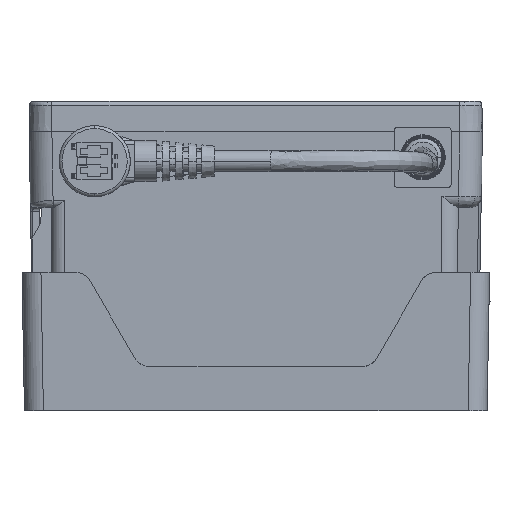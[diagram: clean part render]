
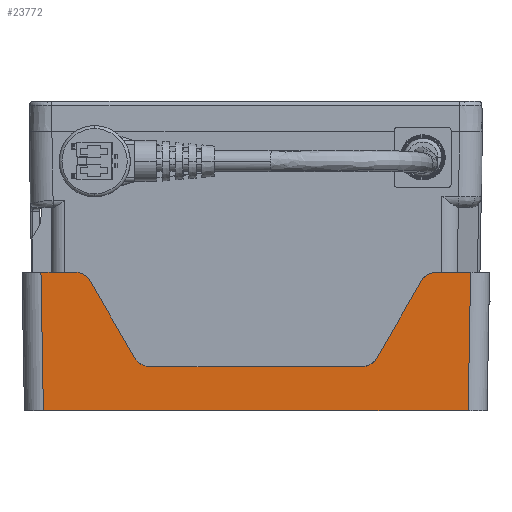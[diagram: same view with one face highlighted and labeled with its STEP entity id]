
A CAD part, left-side view. The second image highlights one B-rep face of the part: STEP entity #23772.
In plain terms, the highlighted planar face has unit normal (-1, 0, -0.018).
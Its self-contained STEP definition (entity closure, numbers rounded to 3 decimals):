
#3646 = EDGE_CURVE ( 'NONE', #23249, #23256, #19771, .T. ) ;
#3647 = EDGE_CURVE ( 'NONE', #23249, #3786, #19959, .T. ) ;
#3648 = EDGE_CURVE ( 'NONE', #3809, #23255, #19773, .T. ) ;
#3649 = EDGE_CURVE ( 'NONE', #23259, #23255, #19778, .T. ) ;
#3650 = EDGE_CURVE ( 'NONE', #23259, #23261, #19779, .T. ) ;
#3651 = EDGE_CURVE ( 'NONE', #23261, #23262, #19781, .T. ) ;
#3652 = EDGE_CURVE ( 'NONE', #23262, #23263, #19960, .T. ) ;
#3653 = EDGE_CURVE ( 'NONE', #23260, #23263, #19775, .T. ) ;
#3654 = EDGE_CURVE ( 'NONE', #23260, #23233, #19961, .T. ) ;
#3655 = EDGE_CURVE ( 'NONE', #23276, #23233, #19786, .T. ) ;
#3656 = EDGE_CURVE ( 'NONE', #23276, #23256, #19962, .T. ) ;
#3786 = VERTEX_POINT ( 'NONE', #22554 ) ;
#3809 = VERTEX_POINT ( 'NONE', #22536 ) ;
#7532 = LINE ( 'NONE', #25236, #7540 ) ;
#7540 = VECTOR ( 'NONE', #25240, 1000. ) ;
#10949 = CARTESIAN_POINT ( 'NONE',  ( -58.13, -46.057, -37. ) ) ;
#10960 = CARTESIAN_POINT ( 'NONE',  ( -58.13, 46.057, -37. ) ) ;
#10961 = CARTESIAN_POINT ( 'NONE',  ( -58.725, 64.685, -2.905 ) ) ;
#10964 = CARTESIAN_POINT ( 'NONE',  ( -57.738, -32.01, -59.5 ) ) ;
#10966 = CARTESIAN_POINT ( 'NONE',  ( -58.752, 57.252, -1.413 ) ) ;
#10967 = CARTESIAN_POINT ( 'NONE',  ( -58.087, -43.557, -39.5 ) ) ;
#10968 = CARTESIAN_POINT ( 'NONE',  ( -57.71, -31.095, -61.085 ) ) ;
#10970 = CARTESIAN_POINT ( 'NONE',  ( -57.694, 29.51, -62. ) ) ;
#10983 = DIRECTION ( 'NONE',  ( 0., 1., 0. ) ) ;
#10985 = DIRECTION ( 'NONE',  ( -0.017, -0.017, 1. ) ) ;
#11004 = CARTESIAN_POINT ( 'NONE',  ( -57.694, -29.51, -62. ) ) ;
#11012 = CARTESIAN_POINT ( 'NONE',  ( -57.694, 62.25, -62. ) ) ;
#11014 = CARTESIAN_POINT ( 'NONE',  ( -57.71, 31.095, -61.085 ) ) ;
#11021 = CARTESIAN_POINT ( 'NONE',  ( -57.738, 32.01, -59.5 ) ) ;
#11049 = DIRECTION ( 'NONE',  ( 0.017, -0.017, -1. ) ) ;
#11053 = DIRECTION ( 'NONE',  ( 0.015, -0.5, -0.866 ) ) ;
#11056 = CARTESIAN_POINT ( 'NONE',  ( -58.13, -47.887, -37. ) ) ;
#11059 = CARTESIAN_POINT ( 'NONE',  ( -58.13, 47.887, -37. ) ) ;
#11064 = DIRECTION ( 'NONE',  ( -0.015, -0.5, 0.866 ) ) ;
#11082 = CARTESIAN_POINT ( 'NONE',  ( -58.13, 62.25, -37. ) ) ;
#11086 = CARTESIAN_POINT ( 'NONE',  ( -57.694, -27.679, -62. ) ) ;
#11112 = CARTESIAN_POINT ( 'NONE',  ( -58.087, 43.557, -39.5 ) ) ;
#11138 = DIRECTION ( 'NONE',  ( 0., -1., 0. ) ) ;
#11227 = CARTESIAN_POINT ( 'NONE',  ( -58.114, -44.472, -37.915 ) ) ;
#11233 = CARTESIAN_POINT ( 'NONE',  ( -58.714, -57.214, -3.585 ) ) ;
#11255 = CARTESIAN_POINT ( 'NONE',  ( -57.694, 27.679, -62. ) ) ;
#11277 = CARTESIAN_POINT ( 'NONE',  ( -57.785, -33.567, -56.803 ) ) ;
#11285 = DIRECTION ( 'NONE',  ( 0., 1., 0. ) ) ;
#11286 = CARTESIAN_POINT ( 'NONE',  ( -58.114, 44.472, -37.915 ) ) ;
#11289 = CARTESIAN_POINT ( 'NONE',  ( -57.493, -61.037, -73.5 ) ) ;
#15884 = EDGE_CURVE ( 'NONE', #3786, #3809, #7532, .T. ) ;
#19771 = LINE ( 'NONE', #10961, #19776 ) ;
#19773 = LINE ( 'NONE', #10966, #19777 ) ;
#19775 = LINE ( 'NONE', #11277, #19783 ) ;
#19776 = VECTOR ( 'NONE', #11053, 1000. ) ;
#19777 = VECTOR ( 'NONE', #11049, 1000. ) ;
#19778 = LINE ( 'NONE', #11289, #19780 ) ;
#19779 = LINE ( 'NONE', #11233, #19782 ) ;
#19780 = VECTOR ( 'NONE', #11285, 1000. ) ;
#19781 = LINE ( 'NONE', #11082, #19784 ) ;
#19782 = VECTOR ( 'NONE', #10985, 1000. ) ;
#19783 = VECTOR ( 'NONE', #11064, 1000. ) ;
#19784 = VECTOR ( 'NONE', #10983, 1000. ) ;
#19785 = VECTOR ( 'NONE', #11138, 1000. ) ;
#19786 = LINE ( 'NONE', #11012, #19785 ) ;
#19959 =( BOUNDED_CURVE ( )  B_SPLINE_CURVE ( 3, ( #11112, #11286, #10960, #11059 ),
 .UNSPECIFIED., .F., .T. ) 
 B_SPLINE_CURVE_WITH_KNOTS ( ( 4, 4 ),
 ( 2.094, 3.142 ),
 .UNSPECIFIED. ) 
 CURVE ( )  GEOMETRIC_REPRESENTATION_ITEM ( )  RATIONAL_B_SPLINE_CURVE ( ( 1., 0.911, 0.911, 1. ) ) 
 REPRESENTATION_ITEM ( '' )  );
#19960 =( BOUNDED_CURVE ( )  B_SPLINE_CURVE ( 3, ( #11056, #10949, #11227, #10967 ),
 .UNSPECIFIED., .F., .T. ) 
 B_SPLINE_CURVE_WITH_KNOTS ( ( 4, 4 ),
 ( 3.142, 4.189 ),
 .UNSPECIFIED. ) 
 CURVE ( )  GEOMETRIC_REPRESENTATION_ITEM ( )  RATIONAL_B_SPLINE_CURVE ( ( 1., 0.911, 0.911, 1. ) ) 
 REPRESENTATION_ITEM ( '' )  );
#19961 =( BOUNDED_CURVE ( )  B_SPLINE_CURVE ( 3, ( #10964, #10968, #11004, #11086 ),
 .UNSPECIFIED., .F., .T. ) 
 B_SPLINE_CURVE_WITH_KNOTS ( ( 4, 4 ),
 ( 5.236, 6.283 ),
 .UNSPECIFIED. ) 
 CURVE ( )  GEOMETRIC_REPRESENTATION_ITEM ( )  RATIONAL_B_SPLINE_CURVE ( ( 1., 0.911, 0.911, 1. ) ) 
 REPRESENTATION_ITEM ( '' )  );
#19962 =( BOUNDED_CURVE ( )  B_SPLINE_CURVE ( 3, ( #11255, #10970, #11014, #11021 ),
 .UNSPECIFIED., .F., .T. ) 
 B_SPLINE_CURVE_WITH_KNOTS ( ( 4, 4 ),
 ( 0., 1.047 ),
 .UNSPECIFIED. ) 
 CURVE ( )  GEOMETRIC_REPRESENTATION_ITEM ( )  RATIONAL_B_SPLINE_CURVE ( ( 1., 0.911, 0.911, 1. ) ) 
 REPRESENTATION_ITEM ( '' )  );
#20391 = EDGE_LOOP ( 'NONE', ( #30066, #29584, #30941, #30864, #29315, #31174, #29075, #30814, #30370, #30280, #31297, #28555 ) ) ;
#22536 = CARTESIAN_POINT ( 'NONE',  ( -58.13, 56.631, -37. ) ) ;
#22554 = CARTESIAN_POINT ( 'NONE',  ( -58.13, 47.887, -37. ) ) ;
#23233 = VERTEX_POINT ( 'NONE', #33744 ) ;
#23249 = VERTEX_POINT ( 'NONE', #33760 ) ;
#23255 = VERTEX_POINT ( 'NONE', #33766 ) ;
#23256 = VERTEX_POINT ( 'NONE', #33767 ) ;
#23259 = VERTEX_POINT ( 'NONE', #33770 ) ;
#23260 = VERTEX_POINT ( 'NONE', #33771 ) ;
#23261 = VERTEX_POINT ( 'NONE', #33772 ) ;
#23262 = VERTEX_POINT ( 'NONE', #33773 ) ;
#23263 = VERTEX_POINT ( 'NONE', #33774 ) ;
#23276 = VERTEX_POINT ( 'NONE', #33787 ) ;
#23772 = ADVANCED_FACE ( 'NONE', ( #32901 ), #34521, .T. ) ;
#25236 = CARTESIAN_POINT ( 'NONE',  ( -58.13, 62.25, -37. ) ) ;
#25240 = DIRECTION ( 'NONE',  ( 0., 1., 0. ) ) ;
#27509 = AXIS2_PLACEMENT_3D ( 'NONE', #34519, #34524, #34525 ) ;
#28555 = ORIENTED_EDGE ( 'NONE', *, *, #3656, .T. ) ;
#29075 = ORIENTED_EDGE ( 'NONE', *, *, #3651, .T. ) ;
#29315 = ORIENTED_EDGE ( 'NONE', *, *, #3649, .F. ) ;
#29584 = ORIENTED_EDGE ( 'NONE', *, *, #3647, .T. ) ;
#30066 = ORIENTED_EDGE ( 'NONE', *, *, #3646, .F. ) ;
#30280 = ORIENTED_EDGE ( 'NONE', *, *, #3654, .T. ) ;
#30370 = ORIENTED_EDGE ( 'NONE', *, *, #3653, .F. ) ;
#30814 = ORIENTED_EDGE ( 'NONE', *, *, #3652, .T. ) ;
#30864 = ORIENTED_EDGE ( 'NONE', *, *, #3648, .T. ) ;
#30941 = ORIENTED_EDGE ( 'NONE', *, *, #15884, .T. ) ;
#31174 = ORIENTED_EDGE ( 'NONE', *, *, #3650, .T. ) ;
#31297 = ORIENTED_EDGE ( 'NONE', *, *, #3655, .F. ) ;
#32901 = FACE_OUTER_BOUND ( 'NONE', #20391, .T. ) ;
#33744 = CARTESIAN_POINT ( 'NONE',  ( -57.694, -27.679, -62. ) ) ;
#33760 = CARTESIAN_POINT ( 'NONE',  ( -58.087, 43.557, -39.5 ) ) ;
#33766 = CARTESIAN_POINT ( 'NONE',  ( -57.493, 55.994, -73.5 ) ) ;
#33767 = CARTESIAN_POINT ( 'NONE',  ( -57.738, 32.01, -59.5 ) ) ;
#33770 = CARTESIAN_POINT ( 'NONE',  ( -57.493, -55.994, -73.5 ) ) ;
#33771 = CARTESIAN_POINT ( 'NONE',  ( -57.738, -32.01, -59.5 ) ) ;
#33772 = CARTESIAN_POINT ( 'NONE',  ( -58.13, -56.631, -37. ) ) ;
#33773 = CARTESIAN_POINT ( 'NONE',  ( -58.13, -47.887, -37. ) ) ;
#33774 = CARTESIAN_POINT ( 'NONE',  ( -58.087, -43.557, -39.5 ) ) ;
#33787 = CARTESIAN_POINT ( 'NONE',  ( -57.694, 27.679, -62. ) ) ;
#34519 = CARTESIAN_POINT ( 'NONE',  ( -58.75, 62.25, -1.5 ) ) ;
#34521 = PLANE ( 'NONE',  #27509 ) ;
#34524 = DIRECTION ( 'NONE',  ( -1., 0., -0.017 ) ) ;
#34525 = DIRECTION ( 'NONE',  ( 0.017, 0., -1. ) ) ;
